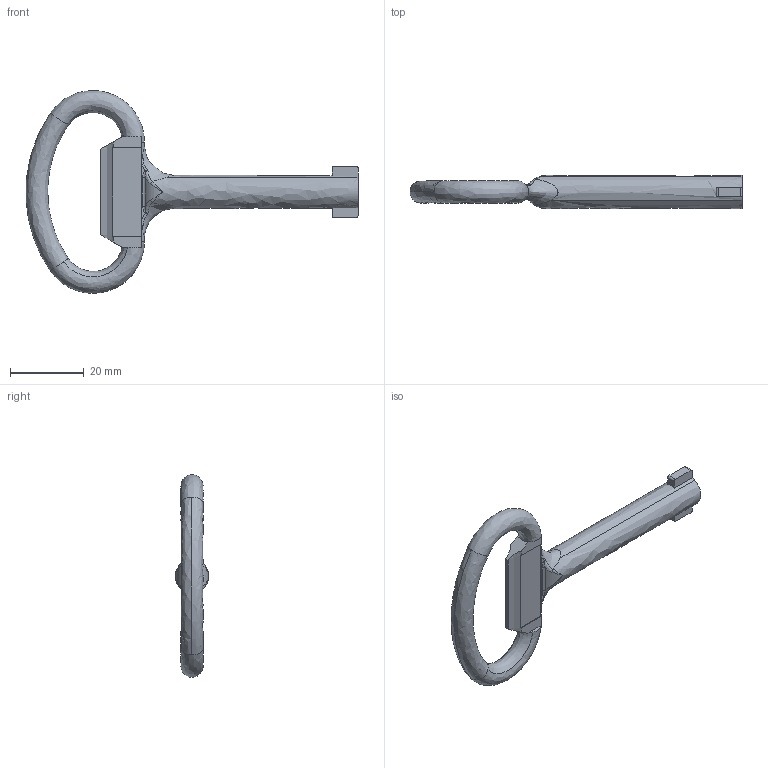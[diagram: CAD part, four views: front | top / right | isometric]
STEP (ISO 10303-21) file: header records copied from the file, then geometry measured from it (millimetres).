
FILE_DESCRIPTION((''),'2;1');
FILE_NAME('','2006-10-31T08:09:53',(''),(''),'','CADfix','');
FILE_SCHEMA(('AUTOMOTIVE_DESIGN'));
Length unit declared in the file: millimetre
Products named in the file (1): key
Bounding box: 89.95 x 9 x 54.92 mm (x, y, z)
Volume: 7229.6 mm3; surface area: 4708.5 mm2
Topology: 1 solids, 1 shells, 89 faces, 252 edges, 160 vertices
Faces by surface type: bspline 89
Entity records: 5655 total; most frequent: CARTESIAN_POINT 4229, ORIENTED_EDGE 496, EDGE_CURVE 248, VERTEX_POINT 160, QUASI_UNIFORM_CURVE 104, EDGE_LOOP 90, FACE_OUTER_BOUND 89, ADVANCED_FACE 89
